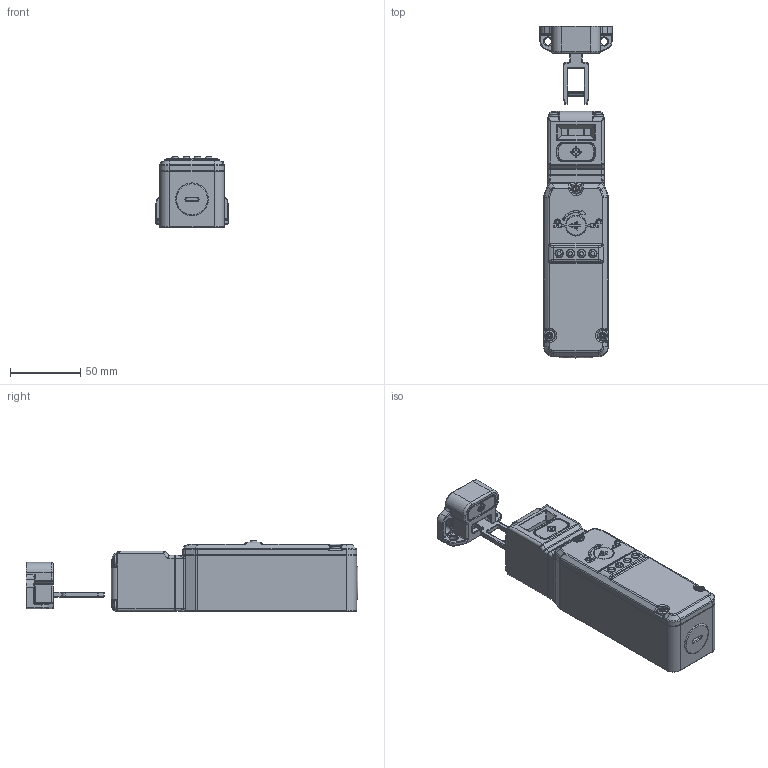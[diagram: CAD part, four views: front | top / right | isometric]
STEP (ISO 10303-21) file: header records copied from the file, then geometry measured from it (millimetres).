
FILE_DESCRIPTION (( 'STEP AP214' ), '1' );
FILE_NAME ('455-KLP-Z-HFZ.STEP', '2020-04-21T15:52:19', ( '' ), ( '' ), 'SwSTEP 2.0', 'SolidWorks 2019', '' );
FILE_SCHEMA (( 'AUTOMOTIVE_DESIGN' ));
Length unit declared in the file: inch
Products named in the file (1): 455-KLP-Z-HFZ
Bounding box: 51.5 x 237 x 50.5 mm (x, y, z)
Volume: 299520.3 mm3; surface area: 95789.8 mm2
Topology: 26 solids, 27 shells, 4195 faces, 10094 edges, 5916 vertices
Faces by surface type: cylinder 1686, plane 1222, bspline 1091, cone 120, torus 62, sphere 14
Full cylindrical faces by diameter (mm): 1.3 x7, 2 x2, 2.1 x1, 2.4 x6, 2.5 x2, 2.8 x4, 3.3 x2, 3.5 x14, 3.6 x3, 4 x13, 4.3 x6, 4.5 x4, 4.8 x10, 5 x9, 5.5 x7, 6 x4, 7 x7, 7.8 x3, 7.884 x1, 8.2 x1, 9.3 x4, 10.1 x1, 11.8 x1, 14.5 x2, 15 x2, 17.7 x1, 20 x1, 23.5 x1
Entity records: 153270 total; most frequent: CARTESIAN_POINT 64296, ORIENTED_EDGE 19100, DIRECTION 17471, EDGE_CURVE 9550, AXIS2_PLACEMENT_3D 6597, VERTEX_POINT 5808, EDGE_LOOP 4660, FACE_OUTER_BOUND 4391
